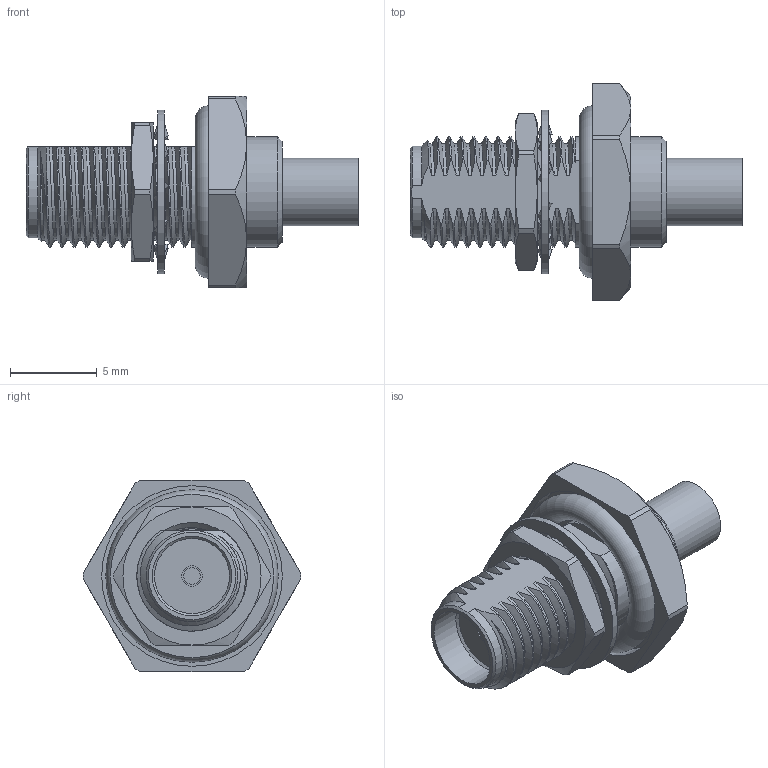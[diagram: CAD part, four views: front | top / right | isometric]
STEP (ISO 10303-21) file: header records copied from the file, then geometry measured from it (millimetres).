
FILE_DESCRIPTION (( 'STEP AP203' ), '1' );
FILE_NAME ('PE45292_3D.step', '2020-12-23T15:21:37', ( '' ), ( '' ), 'SwSTEP 2.0', 'SolidWorks 2018', '' );
FILE_SCHEMA (( 'CONFIG_CONTROL_DESIGN' ));
Length unit declared in the file: inch
Products named in the file (1): PE45292_3D
Bounding box: 19.1 x 12.53 x 11 mm (x, y, z)
Volume: 598.8 mm3; surface area: 1103.6 mm2
Topology: 4 solids, 4 shells, 194 faces, 559 edges, 379 vertices
Faces by surface type: bspline 82, cylinder 45, plane 41, cone 25, torus 1
Full cylindrical faces by diameter (mm): 0.94 x1, 1.194 x1, 3.2 x1, 3.9 x1, 4.572 x1, 6.35 x2, 9.398 x1, 10.396 x1
Entity records: 20817 total; most frequent: CARTESIAN_POINT 16500, ORIENTED_EDGE 1082, DIRECTION 606, EDGE_CURVE 541, VERTEX_POINT 375, AXIS2_PLACEMENT_3D 227, EDGE_LOOP 218, FACE_OUTER_BOUND 202
